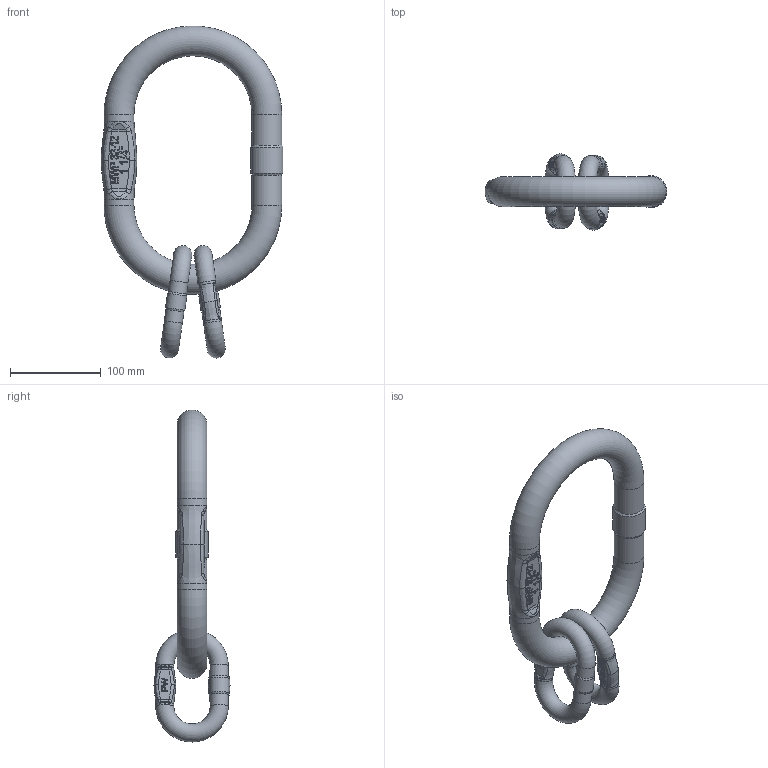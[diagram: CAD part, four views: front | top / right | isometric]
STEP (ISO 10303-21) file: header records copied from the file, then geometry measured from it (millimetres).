
FILE_DESCRIPTION(/* description */ (''),/* implementation_level */ '2;1');
FILE_NAME(/* name */ 'VLWP_2-13 Kundenmodell.stp',/* time_stamp */ '2022-08-25T17:13:22+02:00',/* author */ (''),/* organization */ (''),/* preprocessor_version */ 'ST-DEVELOPER v16',/* originating_system */ 'SIEMENS PLM Software NX 11.0',/* authorisation */ '');
FILE_SCHEMA (('AUTOMOTIVE_DESIGN { 1 0 10303 214 3 1 1 1 }'));
Length unit declared in the file: millimetre
Products named in the file (1): baf06442CD45u5n
Bounding box: 200.53 x 83.97 x 366.12 mm (x, y, z)
Volume: 791735.8 mm3; surface area: 110608.8 mm2
Topology: 3 solids, 3 shells, 509 faces, 1291 edges, 825 vertices
Faces by surface type: plane 256, extrusion 108, bspline 102, cylinder 31, torus 6, cone 6
Full cylindrical faces by diameter (mm): 20 x4, 21.5 x2, 33 x4, 35.5 x1
Entity records: 22194 total; most frequent: CARTESIAN_POINT 11604, ORIENTED_EDGE 2506, DIRECTION 1475, EDGE_CURVE 1253, VERTEX_POINT 812, B_SPLINE_CURVE_WITH_KNOTS 722, VECTOR 619, EDGE_LOOP 577
